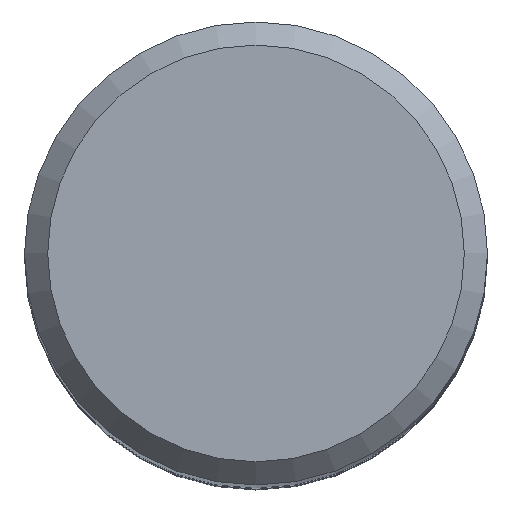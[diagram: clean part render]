
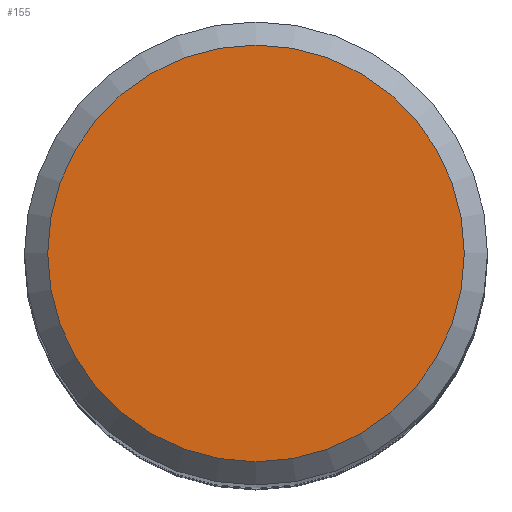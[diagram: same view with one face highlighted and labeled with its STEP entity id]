
A CAD part, top view. The second image highlights one B-rep face of the part: STEP entity #155.
In plain terms, the highlighted planar face has unit normal (0, 0, 1).
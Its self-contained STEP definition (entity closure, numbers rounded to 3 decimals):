
#7 = FACE_OUTER_BOUND ( 'NONE', #38, .T. ) ;
#20 = CARTESIAN_POINT ( 'NONE',  ( 0., 0., 125. ) ) ;
#23 = EDGE_CURVE ( 'NONE', #146, #146, #183, .T. ) ;
#38 = EDGE_LOOP ( 'NONE', ( #152 ) ) ;
#44 = DIRECTION ( 'NONE',  ( 0., 0., -1. ) ) ;
#48 = CARTESIAN_POINT ( 'NONE',  ( 0., 9., 125. ) ) ;
#70 = AXIS2_PLACEMENT_3D ( 'NONE', #73, #44, #218 ) ;
#72 = PLANE ( 'NONE',  #70 ) ;
#73 = CARTESIAN_POINT ( 'NONE',  ( 0., 0., 125. ) ) ;
#146 = VERTEX_POINT ( 'NONE', #48 ) ;
#152 = ORIENTED_EDGE ( 'NONE', *, *, #23, .F. ) ;
#155 = ADVANCED_FACE ( 'NONE', ( #7 ), #72, .F. ) ;
#183 = CIRCLE ( 'NONE', #190, 9. ) ;
#188 = DIRECTION ( 'NONE',  ( 0., 0., -1. ) ) ;
#190 = AXIS2_PLACEMENT_3D ( 'NONE', #20, #188, #214 ) ;
#214 = DIRECTION ( 'NONE',  ( 0., 1., 0. ) ) ;
#218 = DIRECTION ( 'NONE',  ( 0., 1., 0. ) ) ;
